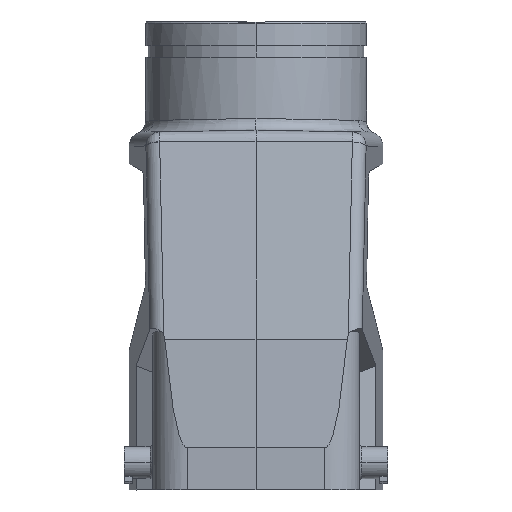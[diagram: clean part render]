
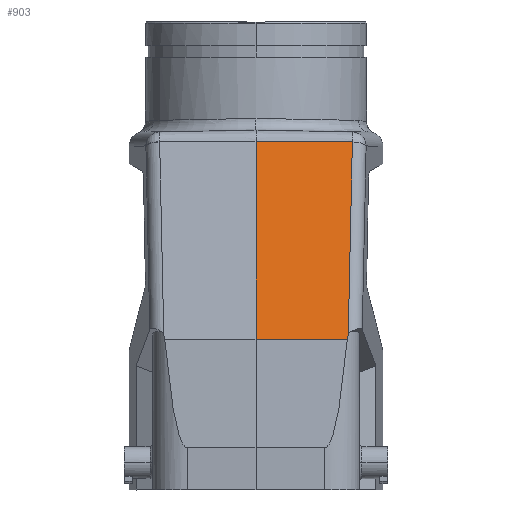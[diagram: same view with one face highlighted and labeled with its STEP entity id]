
A CAD part, front view. The second image highlights one B-rep face of the part: STEP entity #903.
In plain terms, the highlighted planar face has unit normal (0.018, -0.982, 0.191).
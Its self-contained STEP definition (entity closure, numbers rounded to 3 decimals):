
#865=AXIS2_PLACEMENT_3D('Plane Axis2P3D',#862,#863,#864) ;
#377=CARTESIAN_POINT('Vertex',(28.,1.754,32.067)) ;
#847=CARTESIAN_POINT('Vertex',(47.416,2.09,32.022)) ;
#850=CARTESIAN_POINT('Line Origine',(37.708,1.922,32.044)) ;
#862=CARTESIAN_POINT('Axis2P3D Location',(28.,5.051,49.028)) ;
#868=CARTESIAN_POINT('Control Point',(47.416,2.09,32.022)) ;
#869=CARTESIAN_POINT('Control Point',(47.455,2.124,32.191)) ;
#870=CARTESIAN_POINT('Control Point',(47.493,2.158,32.362)) ;
#871=CARTESIAN_POINT('Control Point',(47.531,2.192,32.535)) ;
#872=CARTESIAN_POINT('Control Point',(47.569,2.226,32.708)) ;
#873=CARTESIAN_POINT('Control Point',(47.606,2.261,32.884)) ;
#874=CARTESIAN_POINT('Vertex',(47.606,2.261,32.884)) ;
#877=CARTESIAN_POINT('Line Origine',(48.046,6.265,53.444)) ;
#881=CARTESIAN_POINT('Vertex',(48.486,10.27,74.004)) ;
#884=CARTESIAN_POINT('Line Origine',(38.243,10.094,74.038)) ;
#888=CARTESIAN_POINT('Vertex',(28.,9.919,74.072)) ;
#891=CARTESIAN_POINT('Line Origine',(28.,5.836,53.07)) ;
#851=DIRECTION('Vector Direction',(1.,0.017,-0.002)) ;
#863=DIRECTION('Axis2P3D Direction',(0.017,-0.981,0.191)) ;
#864=DIRECTION('Axis2P3D XDirection',(0.,-0.191,-0.982)) ;
#878=DIRECTION('Vector Direction',(-0.021,-0.191,-0.981)) ;
#885=DIRECTION('Vector Direction',(-1.,-0.017,0.003)) ;
#892=DIRECTION('Vector Direction',(0.,-0.191,-0.982)) ;
#852=VECTOR('Line Direction',#851,1.) ;
#879=VECTOR('Line Direction',#878,1.) ;
#886=VECTOR('Line Direction',#885,1.) ;
#893=VECTOR('Line Direction',#892,1.) ;
#897=ORIENTED_EDGE('',*,*,#854,.T.) ;
#898=ORIENTED_EDGE('',*,*,#876,.T.) ;
#899=ORIENTED_EDGE('',*,*,#883,.F.) ;
#900=ORIENTED_EDGE('',*,*,#890,.T.) ;
#901=ORIENTED_EDGE('',*,*,#895,.T.) ;
#903=ADVANCED_FACE('Hauptkoerper',(#902),#866,.T.) ;
#867=B_SPLINE_CURVE_WITH_KNOTS('',5,(#868,#869,#870,#871,#872,#873),.UNSPECIFIED.,.F.,.U.,(6,6),(0.,1.272),.UNSPECIFIED.) ;
#854=EDGE_CURVE('',#378,#848,#853,.T.) ;
#876=EDGE_CURVE('',#848,#875,#867,.T.) ;
#883=EDGE_CURVE('',#882,#875,#880,.T.) ;
#890=EDGE_CURVE('',#882,#889,#887,.T.) ;
#895=EDGE_CURVE('',#889,#378,#894,.T.) ;
#896=EDGE_LOOP('',(#897,#898,#899,#900,#901)) ;
#902=FACE_OUTER_BOUND('',#896,.T.) ;
#853=LINE('Line',#850,#852) ;
#880=LINE('Line',#877,#879) ;
#887=LINE('Line',#884,#886) ;
#894=LINE('Line',#891,#893) ;
#866=PLANE('',#865) ;
#378=VERTEX_POINT('',#377) ;
#848=VERTEX_POINT('',#847) ;
#875=VERTEX_POINT('',#874) ;
#882=VERTEX_POINT('',#881) ;
#889=VERTEX_POINT('',#888) ;
